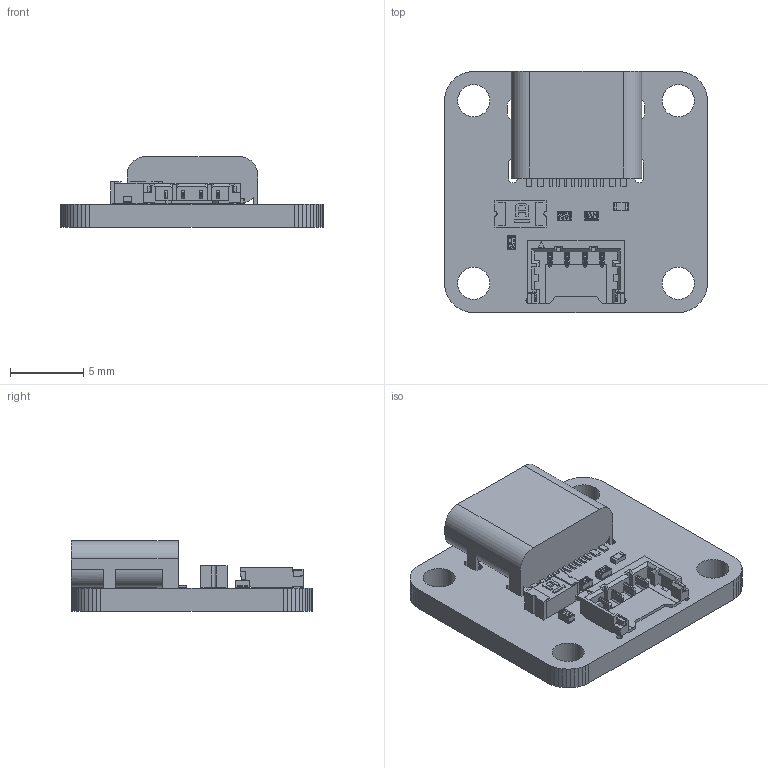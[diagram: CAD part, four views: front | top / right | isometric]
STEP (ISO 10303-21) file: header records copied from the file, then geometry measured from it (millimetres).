
FILE_DESCRIPTION(/* description */ (''),/* implementation_level */ '2;1');
FILE_NAME(/* name */ 'Mechlovin-DB-C3-JST_ACHSS-07072023.step',/* time_stamp */ '2023-07-07T13:12:00+07:00',/* author */ (''),/* organization */ (''),/* preprocessor_version */ 'ST-DEVELOPER v19.2',/* originating_system */ 'Autodesk Translation Framework v12.6.0.85',/* authorisation */ '');
FILE_SCHEMA (('AUTOMOTIVE_DESIGN { 1 0 10303 214 3 1 1 }'));
Length unit declared in the file: millimetre
Products named in the file (12): (Unsaved); ESD; COMPOUND (1); HRO-TYPE-C-31-M-12; SOLID (1); JST-BM04B-ACHSS; COMPOUND (2); R_0402_1005Metric; SOLID; Fuse; COMPOUND; PCB
Assembly tree (13 placements, depth 3):
  (Unsaved)
    ESD  x3
      COMPOUND (1)
    HRO-TYPE-C-31-M-12
      SOLID (1)
    JST-BM04B-ACHSS
      COMPOUND (2)
    R_0402_1005Metric
      SOLID
    Fuse
      COMPOUND
    PCB
Bounding box: 18 x 16.5 x 4.84 mm (x, y, z)
Volume: 553.9 mm3; surface area: 1340.1 mm2
Topology: 21 solids, 21 shells, 955 faces, 2676 edges, 1766 vertices
Faces by surface type: plane 893, cylinder 46, cone 10, bspline 6
Full cylindrical faces by diameter (mm): 0.4 x2, 0.5 x2, 0.7 x2, 2.2 x4
Entity records: 23484 total; most frequent: CARTESIAN_POINT 4156, ORIENTED_EDGE 4068, DIRECTION 3642, EDGE_CURVE 2034, LINE 1914, VECTOR 1914, VERTEX_POINT 1338, AXIS2_PLACEMENT_3D 864
